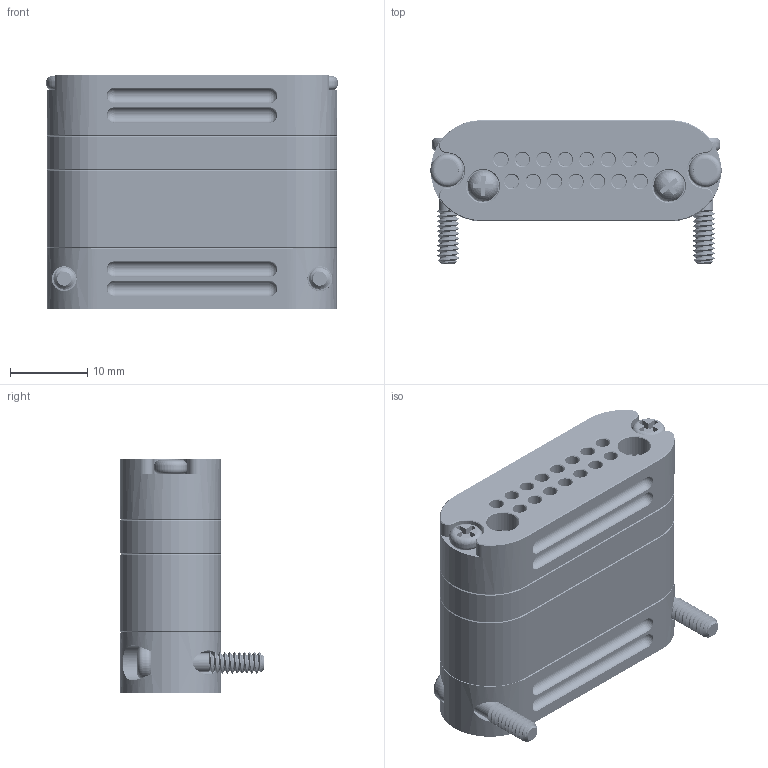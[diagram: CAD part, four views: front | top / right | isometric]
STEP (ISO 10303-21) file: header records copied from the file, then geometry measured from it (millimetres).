
FILE_DESCRIPTION (( 'STEP AP214' ), '1' );
FILE_NAME ('俋楷耀倰-VCT-D15-PEEK.STEP', '2025-10-22T07:44:37', ( '' ), ( '' ), 'SwSTEP 2.0', 'SolidWorks 2020', '' );
FILE_SCHEMA (( 'AUTOMOTIVE_DESIGN' ));
Length unit declared in the file: millimetre
Products named in the file (11): CMG-D1005-01; 俋楷耀倰-VCT-D15-PEEK; XM-D15-PEEK-001; XF-D15-002; XM-D15-PEEK-002; SCRW-M3; UNC#4-40-16.3; XM-D15-PEEK; XF-D15-001; XF-D15-PEEK; 俋楷耀倰-CFG-D1005
Assembly tree (44 placements, depth 3):
  俋楷耀倰-VCT-D15-PEEK
    XF-D15-PEEK
      XF-D15-001
      XF-D15-002
      UNC#4-40-16.3  x2
      SCRW-M3  x2
      俋楷耀倰-CFG-D1005  x15
    XM-D15-PEEK
      XM-D15-PEEK-001
      XM-D15-PEEK-002
      SCRW-M3  x2
      CMG-D1005-01  x15
      UNC#4-40-16.3  x2
Bounding box: 37.63 x 18.5 x 30.3 mm (x, y, z)
Volume: 12370.4 mm3; surface area: 14477.1 mm2
Topology: 42 solids, 42 shells, 1235 faces, 3264 edges, 2254 vertices
Faces by surface type: plane 476, cylinder 451, cone 223, bspline 42, torus 27, sphere 16
Full cylindrical faces by diameter (mm): 0.8 x15, 0.95 x15, 1 x15, 1.2 x15, 1.56 x15, 1.6 x15, 1.66 x15, 1.8 x45, 2.2 x15, 2.22 x15, 2.4 x34, 3 x68, 3.2 x6, 4 x4, 4.2 x4, 4.3 x4
Entity records: 43991 total; most frequent: CARTESIAN_POINT 28597, DIRECTION 2888, ORIENTED_EDGE 2868, EDGE_CURVE 1434, VERTEX_POINT 1221, AXIS2_PLACEMENT_3D 1158, EDGE_LOOP 1095, FACE_OUTER_BOUND 704
